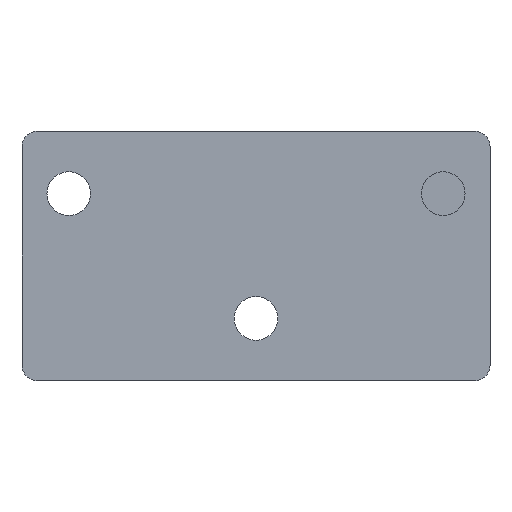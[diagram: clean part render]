
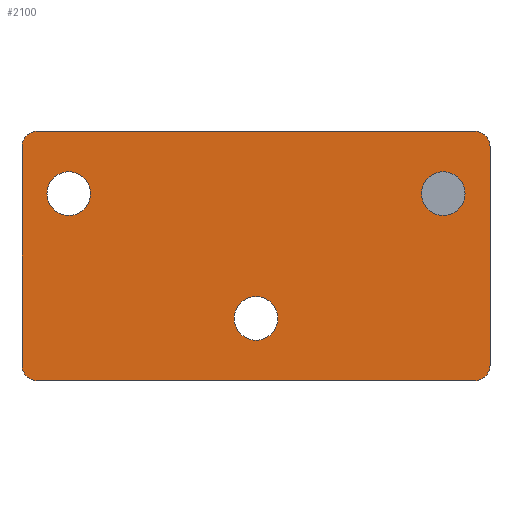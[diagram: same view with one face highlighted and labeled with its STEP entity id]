
A CAD part, front view. The second image highlights one B-rep face of the part: STEP entity #2100.
In plain terms, the highlighted planar face has unit normal (0, -1, 0).
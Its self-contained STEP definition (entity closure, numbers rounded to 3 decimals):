
#21 = AXIS2_PLACEMENT_3D ( 'NONE', #171, #2993, #973 ) ;
#23 = CARTESIAN_POINT ( 'NONE',  ( 0., 0., -35. ) ) ;
#40 = CARTESIAN_POINT ( 'NONE',  ( -135., 0., 27. ) ) ;
#75 = ORIENTED_EDGE ( 'NONE', *, *, #2236, .T. ) ;
#90 = EDGE_LOOP ( 'NONE', ( #1060, #2552 ) ) ;
#105 = DIRECTION ( 'NONE',  ( 0., 1., 0. ) ) ;
#145 = DIRECTION ( 'NONE',  ( 0., 0., 1. ) ) ;
#171 = CARTESIAN_POINT ( 'NONE',  ( -75., 0., -20. ) ) ;
#197 = VECTOR ( 'NONE', #3046, 1000. ) ;
#236 = CARTESIAN_POINT ( 'NONE',  ( 0., 0., -40. ) ) ;
#262 = LINE ( 'NONE', #2840, #197 ) ;
#296 = EDGE_LOOP ( 'NONE', ( #458, #1276, #2473, #1652, #75, #1015, #2619, #1244 ) ) ;
#334 = FACE_BOUND ( 'NONE', #1250, .T. ) ;
#343 = AXIS2_PLACEMENT_3D ( 'NONE', #3028, #2715, #750 ) ;
#355 = VECTOR ( 'NONE', #791, 1000. ) ;
#366 = CARTESIAN_POINT ( 'NONE',  ( -145., 0., 35. ) ) ;
#388 = DIRECTION ( 'NONE',  ( 0., 0., -1. ) ) ;
#405 = AXIS2_PLACEMENT_3D ( 'NONE', #2727, #3251, #1676 ) ;
#409 = LINE ( 'NONE', #1425, #2543 ) ;
#458 = ORIENTED_EDGE ( 'NONE', *, *, #3119, .T. ) ;
#485 = LINE ( 'NONE', #916, #1306 ) ;
#523 = CARTESIAN_POINT ( 'NONE',  ( -145., 0., -40. ) ) ;
#574 = CIRCLE ( 'NONE', #343, 5. ) ;
#588 = EDGE_CURVE ( 'NONE', #1606, #998, #2478, .T. ) ;
#631 = CARTESIAN_POINT ( 'NONE',  ( -5., 0., 40. ) ) ;
#639 = AXIS2_PLACEMENT_3D ( 'NONE', #2134, #2682, #2083 ) ;
#652 = EDGE_LOOP ( 'NONE', ( #1872, #1416 ) ) ;
#677 = VERTEX_POINT ( 'NONE', #23 ) ;
#703 = VERTEX_POINT ( 'NONE', #523 ) ;
#750 = DIRECTION ( 'NONE',  ( 0., 0., -1. ) ) ;
#791 = DIRECTION ( 'NONE',  ( 1., 0., 0. ) ) ;
#799 = EDGE_CURVE ( 'NONE', #3158, #3128, #3225, .T. ) ;
#913 = VERTEX_POINT ( 'NONE', #3072 ) ;
#916 = CARTESIAN_POINT ( 'NONE',  ( -150., 0., 0. ) ) ;
#927 = DIRECTION ( 'NONE',  ( 0., 1., 0. ) ) ;
#952 = CIRCLE ( 'NONE', #2768, 7. ) ;
#967 = CARTESIAN_POINT ( 'NONE',  ( -5., 0., -35. ) ) ;
#973 = DIRECTION ( 'NONE',  ( 0., 0., -1. ) ) ;
#998 = VERTEX_POINT ( 'NONE', #2182 ) ;
#1015 = ORIENTED_EDGE ( 'NONE', *, *, #1150, .T. ) ;
#1027 = CARTESIAN_POINT ( 'NONE',  ( -75., 0., -27. ) ) ;
#1060 = ORIENTED_EDGE ( 'NONE', *, *, #588, .T. ) ;
#1071 = EDGE_CURVE ( 'NONE', #677, #913, #409, .T. ) ;
#1108 = PLANE ( 'NONE',  #1813 ) ;
#1121 = CARTESIAN_POINT ( 'NONE',  ( 0., 0., 0. ) ) ;
#1123 = EDGE_CURVE ( 'NONE', #998, #1606, #2594, .T. ) ;
#1150 = EDGE_CURVE ( 'NONE', #1672, #677, #1530, .T. ) ;
#1218 = EDGE_CURVE ( 'NONE', #2964, #3258, #1741, .T. ) ;
#1243 = AXIS2_PLACEMENT_3D ( 'NONE', #366, #3170, #2921 ) ;
#1244 = ORIENTED_EDGE ( 'NONE', *, *, #2103, .T. ) ;
#1250 = EDGE_LOOP ( 'NONE', ( #2833, #2894 ) ) ;
#1276 = ORIENTED_EDGE ( 'NONE', *, *, #799, .T. ) ;
#1306 = VECTOR ( 'NONE', #1976, 1000. ) ;
#1320 = FACE_OUTER_BOUND ( 'NONE', #296, .T. ) ;
#1416 = ORIENTED_EDGE ( 'NONE', *, *, #2760, .T. ) ;
#1425 = CARTESIAN_POINT ( 'NONE',  ( 0., 0., 0. ) ) ;
#1481 = EDGE_CURVE ( 'NONE', #2975, #703, #574, .T. ) ;
#1512 = LINE ( 'NONE', #236, #355 ) ;
#1530 = CIRCLE ( 'NONE', #1849, 5. ) ;
#1543 = CARTESIAN_POINT ( 'NONE',  ( -135., 0., 13. ) ) ;
#1558 = EDGE_CURVE ( 'NONE', #1731, #2518, #1950, .T. ) ;
#1606 = VERTEX_POINT ( 'NONE', #2159 ) ;
#1612 = VERTEX_POINT ( 'NONE', #631 ) ;
#1652 = ORIENTED_EDGE ( 'NONE', *, *, #1481, .T. ) ;
#1655 = DIRECTION ( 'NONE',  ( 0., 0., -1. ) ) ;
#1672 = VERTEX_POINT ( 'NONE', #3289 ) ;
#1674 = CARTESIAN_POINT ( 'NONE',  ( -75., 0., -20. ) ) ;
#1676 = DIRECTION ( 'NONE',  ( 0., 0., -1. ) ) ;
#1728 = EDGE_CURVE ( 'NONE', #3258, #2964, #952, .T. ) ;
#1731 = VERTEX_POINT ( 'NONE', #1027 ) ;
#1741 = CIRCLE ( 'NONE', #2652, 7. ) ;
#1813 = AXIS2_PLACEMENT_3D ( 'NONE', #1121, #2605, #2866 ) ;
#1849 = AXIS2_PLACEMENT_3D ( 'NONE', #967, #2501, #1655 ) ;
#1872 = ORIENTED_EDGE ( 'NONE', *, *, #1558, .T. ) ;
#1923 = CARTESIAN_POINT ( 'NONE',  ( -15., 0., 20. ) ) ;
#1950 = CIRCLE ( 'NONE', #21, 7. ) ;
#1967 = EDGE_CURVE ( 'NONE', #3128, #2975, #485, .T. ) ;
#1976 = DIRECTION ( 'NONE',  ( 0., 0., -1. ) ) ;
#2017 = DIRECTION ( 'NONE',  ( 0., 1., 0. ) ) ;
#2055 = CIRCLE ( 'NONE', #639, 5. ) ;
#2058 = CARTESIAN_POINT ( 'NONE',  ( -150., 0., 35. ) ) ;
#2083 = DIRECTION ( 'NONE',  ( 0., 0., -1. ) ) ;
#2087 = AXIS2_PLACEMENT_3D ( 'NONE', #1923, #105, #2140 ) ;
#2100 = ADVANCED_FACE ( 'NONE', ( #1320, #334, #2339, #2374 ), #1108, .T. ) ;
#2103 = EDGE_CURVE ( 'NONE', #913, #1612, #2055, .T. ) ;
#2134 = CARTESIAN_POINT ( 'NONE',  ( -5., 0., 35. ) ) ;
#2140 = DIRECTION ( 'NONE',  ( 0., 0., -1. ) ) ;
#2159 = CARTESIAN_POINT ( 'NONE',  ( -15., 0., 13. ) ) ;
#2181 = CARTESIAN_POINT ( 'NONE',  ( -135., 0., 20. ) ) ;
#2182 = CARTESIAN_POINT ( 'NONE',  ( -15., 0., 27. ) ) ;
#2218 = CARTESIAN_POINT ( 'NONE',  ( -75., 0., -13. ) ) ;
#2236 = EDGE_CURVE ( 'NONE', #703, #1672, #1512, .T. ) ;
#2279 = CIRCLE ( 'NONE', #3092, 7. ) ;
#2292 = DIRECTION ( 'NONE',  ( 0., 0., -1. ) ) ;
#2339 = FACE_BOUND ( 'NONE', #652, .T. ) ;
#2367 = DIRECTION ( 'NONE',  ( 0., 1., 0. ) ) ;
#2374 = FACE_BOUND ( 'NONE', #90, .T. ) ;
#2473 = ORIENTED_EDGE ( 'NONE', *, *, #1967, .T. ) ;
#2478 = CIRCLE ( 'NONE', #2087, 7. ) ;
#2501 = DIRECTION ( 'NONE',  ( 0., -1., 0. ) ) ;
#2518 = VERTEX_POINT ( 'NONE', #2218 ) ;
#2542 = CARTESIAN_POINT ( 'NONE',  ( -135., 0., 20. ) ) ;
#2543 = VECTOR ( 'NONE', #145, 1000. ) ;
#2552 = ORIENTED_EDGE ( 'NONE', *, *, #1123, .T. ) ;
#2594 = CIRCLE ( 'NONE', #405, 7. ) ;
#2605 = DIRECTION ( 'NONE',  ( 0., -1., 0. ) ) ;
#2619 = ORIENTED_EDGE ( 'NONE', *, *, #1071, .T. ) ;
#2652 = AXIS2_PLACEMENT_3D ( 'NONE', #2181, #927, #2984 ) ;
#2682 = DIRECTION ( 'NONE',  ( 0., -1., 0. ) ) ;
#2715 = DIRECTION ( 'NONE',  ( 0., -1., 0. ) ) ;
#2727 = CARTESIAN_POINT ( 'NONE',  ( -15., 0., 20. ) ) ;
#2760 = EDGE_CURVE ( 'NONE', #2518, #1731, #2279, .T. ) ;
#2768 = AXIS2_PLACEMENT_3D ( 'NONE', #2542, #2017, #2292 ) ;
#2828 = CARTESIAN_POINT ( 'NONE',  ( -145., 0., 40. ) ) ;
#2833 = ORIENTED_EDGE ( 'NONE', *, *, #1218, .T. ) ;
#2840 = CARTESIAN_POINT ( 'NONE',  ( 0., 0., 40. ) ) ;
#2866 = DIRECTION ( 'NONE',  ( 0., 0., -1. ) ) ;
#2894 = ORIENTED_EDGE ( 'NONE', *, *, #1728, .T. ) ;
#2921 = DIRECTION ( 'NONE',  ( 0., 0., -1. ) ) ;
#2964 = VERTEX_POINT ( 'NONE', #1543 ) ;
#2975 = VERTEX_POINT ( 'NONE', #3314 ) ;
#2984 = DIRECTION ( 'NONE',  ( 0., 0., -1. ) ) ;
#2993 = DIRECTION ( 'NONE',  ( 0., 1., 0. ) ) ;
#3028 = CARTESIAN_POINT ( 'NONE',  ( -145., 0., -35. ) ) ;
#3046 = DIRECTION ( 'NONE',  ( -1., 0., 0. ) ) ;
#3072 = CARTESIAN_POINT ( 'NONE',  ( 0., 0., 35. ) ) ;
#3092 = AXIS2_PLACEMENT_3D ( 'NONE', #1674, #2367, #388 ) ;
#3119 = EDGE_CURVE ( 'NONE', #1612, #3158, #262, .T. ) ;
#3128 = VERTEX_POINT ( 'NONE', #2058 ) ;
#3158 = VERTEX_POINT ( 'NONE', #2828 ) ;
#3170 = DIRECTION ( 'NONE',  ( 0., -1., 0. ) ) ;
#3225 = CIRCLE ( 'NONE', #1243, 5. ) ;
#3251 = DIRECTION ( 'NONE',  ( 0., 1., 0. ) ) ;
#3258 = VERTEX_POINT ( 'NONE', #40 ) ;
#3289 = CARTESIAN_POINT ( 'NONE',  ( -5., 0., -40. ) ) ;
#3314 = CARTESIAN_POINT ( 'NONE',  ( -150., 0., -35. ) ) ;
